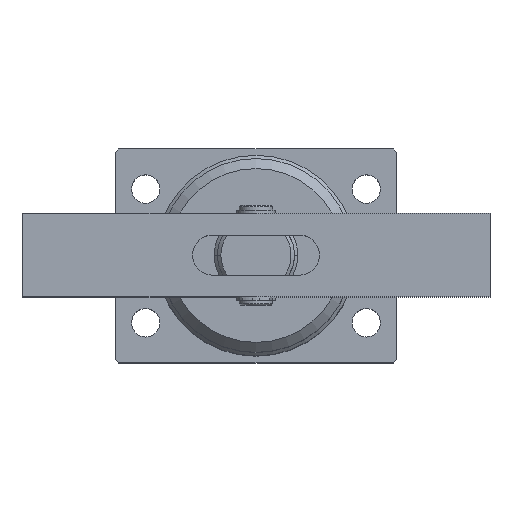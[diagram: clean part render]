
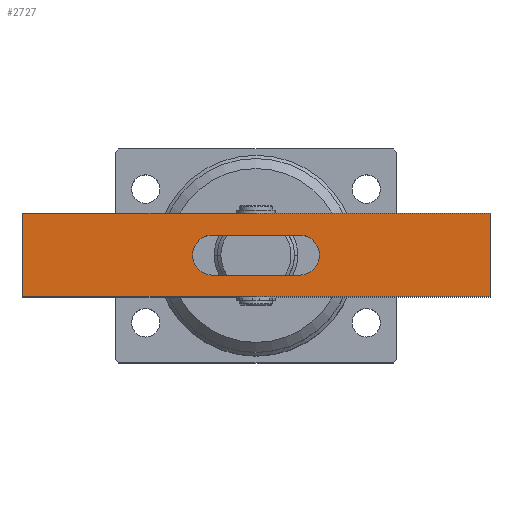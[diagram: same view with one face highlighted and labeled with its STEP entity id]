
A CAD part, top view. The second image highlights one B-rep face of the part: STEP entity #2727.
In plain terms, the highlighted face is planar.
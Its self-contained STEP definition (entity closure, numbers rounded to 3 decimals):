
#302 = CIRCLE ( 'NONE', #2514, 6. ) ;
#556 = CARTESIAN_POINT ( 'NONE',  ( -70., -12.5, -12.5 ) ) ;
#887 = VECTOR ( 'NONE', #3302, 1000. ) ;
#890 = LINE ( 'NONE', #3316, #887 ) ;
#892 = VECTOR ( 'NONE', #3447, 1000. ) ;
#896 = LINE ( 'NONE', #3446, #892 ) ;
#918 = CIRCLE ( 'NONE', #2533, 6. ) ;
#949 = VECTOR ( 'NONE', #3613, 1000. ) ;
#950 = LINE ( 'NONE', #3614, #949 ) ;
#1085 = VECTOR ( 'NONE', #6076, 1000. ) ;
#1088 = LINE ( 'NONE', #6092, #1085 ) ;
#1094 = VECTOR ( 'NONE', #5927, 1000. ) ;
#1128 = LINE ( 'NONE', #5943, #1094 ) ;
#1149 = VECTOR ( 'NONE', #5610, 1000. ) ;
#1155 = LINE ( 'NONE', #5633, #1149 ) ;
#2335 = AXIS2_PLACEMENT_3D ( 'NONE', #4119, #4105, #4101 ) ;
#2514 = AXIS2_PLACEMENT_3D ( 'NONE', #3046, #3037, #3025 ) ;
#2533 = AXIS2_PLACEMENT_3D ( 'NONE', #3450, #3449, #3448 ) ;
#2727 = ADVANCED_FACE ( 'NONE', ( #2980, #2974 ), #4114, .F. ) ;
#2974 = FACE_OUTER_BOUND ( 'NONE', #4292, .T. ) ;
#2980 = FACE_BOUND ( 'NONE', #4367, .T. ) ;
#3025 = DIRECTION ( 'NONE',  ( 0., 0., 1. ) ) ;
#3037 = DIRECTION ( 'NONE',  ( 0., 1., 0. ) ) ;
#3046 = CARTESIAN_POINT ( 'NONE',  ( 13., -12.5, 0. ) ) ;
#3302 = DIRECTION ( 'NONE',  ( 1., 0., 0. ) ) ;
#3316 = CARTESIAN_POINT ( 'NONE',  ( -13., -12.5, 6. ) ) ;
#3446 = CARTESIAN_POINT ( 'NONE',  ( -13., -12.5, -6. ) ) ;
#3447 = DIRECTION ( 'NONE',  ( -1., 0., 0. ) ) ;
#3448 = DIRECTION ( 'NONE',  ( 0., 0., 1. ) ) ;
#3449 = DIRECTION ( 'NONE',  ( 0., 1., 0. ) ) ;
#3450 = CARTESIAN_POINT ( 'NONE',  ( -13., -12.5, 0. ) ) ;
#3613 = DIRECTION ( 'NONE',  ( 0., 0., -1. ) ) ;
#3614 = CARTESIAN_POINT ( 'NONE',  ( -70., -12.5, 12.5 ) ) ;
#3968 = VERTEX_POINT ( 'NONE', #5986 ) ;
#3970 = VERTEX_POINT ( 'NONE', #5984 ) ;
#3973 = VERTEX_POINT ( 'NONE', #5981 ) ;
#3974 = VERTEX_POINT ( 'NONE', #5980 ) ;
#3987 = VERTEX_POINT ( 'NONE', #5967 ) ;
#3992 = VERTEX_POINT ( 'NONE', #5961 ) ;
#3997 = VERTEX_POINT ( 'NONE', #5956 ) ;
#4045 = VERTEX_POINT ( 'NONE', #556 ) ;
#4101 = DIRECTION ( 'NONE',  ( 0., 0., 1. ) ) ;
#4105 = DIRECTION ( 'NONE',  ( 0., 1., 0. ) ) ;
#4114 = PLANE ( 'NONE',  #2335 ) ;
#4119 = CARTESIAN_POINT ( 'NONE',  ( -70., -12.5, 12.5 ) ) ;
#4292 = EDGE_LOOP ( 'NONE', ( #6441, #6403, #6364, #6153 ) ) ;
#4367 = EDGE_LOOP ( 'NONE', ( #6295, #6409, #6268, #6372 ) ) ;
#5446 = EDGE_CURVE ( 'NONE', #3970, #3968, #1155, .T. ) ;
#5480 = EDGE_CURVE ( 'NONE', #3997, #3970, #1128, .T. ) ;
#5486 = EDGE_CURVE ( 'NONE', #4045, #3968, #1088, .T. ) ;
#5610 = DIRECTION ( 'NONE',  ( 0., 0., -1. ) ) ;
#5633 = CARTESIAN_POINT ( 'NONE',  ( 70., -12.5, 12.5 ) ) ;
#5837 = EDGE_CURVE ( 'NONE', #3997, #4045, #950, .T. ) ;
#5873 = EDGE_CURVE ( 'NONE', #3973, #3992, #918, .T. ) ;
#5875 = EDGE_CURVE ( 'NONE', #3974, #3973, #896, .T. ) ;
#5880 = EDGE_CURVE ( 'NONE', #3992, #3987, #890, .T. ) ;
#5892 = EDGE_CURVE ( 'NONE', #3987, #3974, #302, .T. ) ;
#5927 = DIRECTION ( 'NONE',  ( 1., 0., 0. ) ) ;
#5943 = CARTESIAN_POINT ( 'NONE',  ( -70., -12.5, 12.5 ) ) ;
#5956 = CARTESIAN_POINT ( 'NONE',  ( -70., -12.5, 12.5 ) ) ;
#5961 = CARTESIAN_POINT ( 'NONE',  ( -13., -12.5, 6. ) ) ;
#5967 = CARTESIAN_POINT ( 'NONE',  ( 13., -12.5, 6. ) ) ;
#5980 = CARTESIAN_POINT ( 'NONE',  ( 13., -12.5, -6. ) ) ;
#5981 = CARTESIAN_POINT ( 'NONE',  ( -13., -12.5, -6. ) ) ;
#5984 = CARTESIAN_POINT ( 'NONE',  ( 70., -12.5, 12.5 ) ) ;
#5986 = CARTESIAN_POINT ( 'NONE',  ( 70., -12.5, -12.5 ) ) ;
#6076 = DIRECTION ( 'NONE',  ( 1., 0., 0. ) ) ;
#6092 = CARTESIAN_POINT ( 'NONE',  ( -70., -12.5, -12.5 ) ) ;
#6153 = ORIENTED_EDGE ( 'NONE', *, *, #5837, .T. ) ;
#6268 = ORIENTED_EDGE ( 'NONE', *, *, #5880, .T. ) ;
#6295 = ORIENTED_EDGE ( 'NONE', *, *, #5875, .T. ) ;
#6364 = ORIENTED_EDGE ( 'NONE', *, *, #5480, .F. ) ;
#6372 = ORIENTED_EDGE ( 'NONE', *, *, #5892, .T. ) ;
#6403 = ORIENTED_EDGE ( 'NONE', *, *, #5446, .F. ) ;
#6409 = ORIENTED_EDGE ( 'NONE', *, *, #5873, .T. ) ;
#6441 = ORIENTED_EDGE ( 'NONE', *, *, #5486, .T. ) ;
